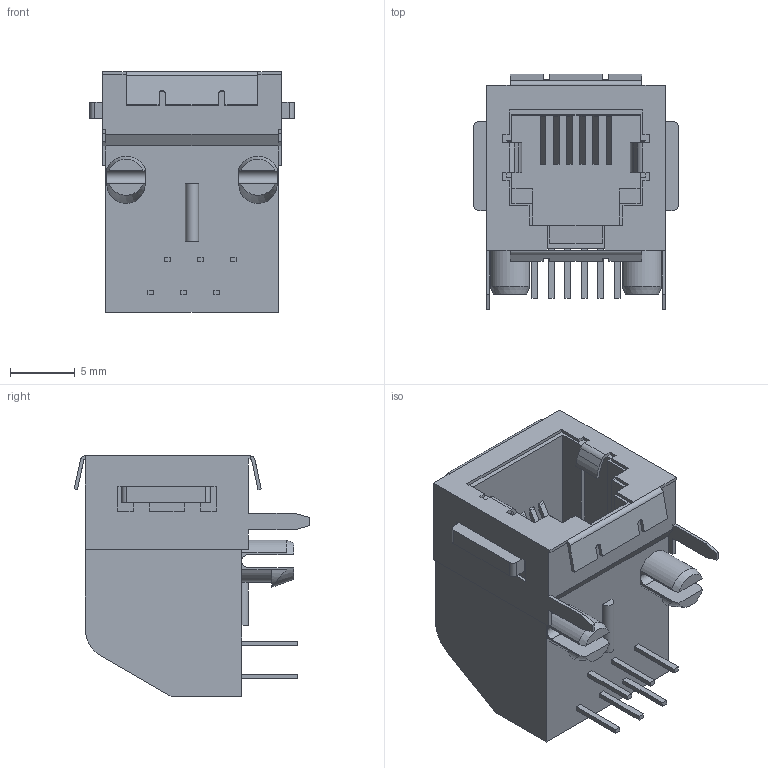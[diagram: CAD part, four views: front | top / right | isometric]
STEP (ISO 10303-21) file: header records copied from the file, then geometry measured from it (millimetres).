
FILE_DESCRIPTION((''),'2;1');
FILE_NAME('C-5555140-6','2010-05-05T',('workeradm'),('Tyco Electronics Ltd.'),'PRO/ENGINEER BY PARAMETRIC TECHNOLOGY CORPORATION, 2009300','PRO/ENGINEER BY PARAMETRIC TECHNOLOGY CORPORATION, 2009300','');
FILE_SCHEMA(('AUTOMOTIVE_DESIGN { 1 0 10303 214 1 1 1 1 }'));
Length unit declared in the file: millimetre
Products named in the file (1): C-5555140-6
Bounding box: 15.75 x 18.15 x 18.54 mm (x, y, z)
Volume: 2017.3 mm3; surface area: 2094.1 mm2
Topology: 1 solids, 1 shells, 269 faces, 748 edges, 490 vertices
Faces by surface type: plane 227, cylinder 38, cone 4
Entity records: 8885 total; most frequent: CARTESIAN_POINT 1652, ORIENTED_EDGE 1496, DIRECTION 1352, EDGE_CURVE 748, VECTOR 642, LINE 642, VERTEX_POINT 490, AXIS2_PLACEMENT_3D 355
